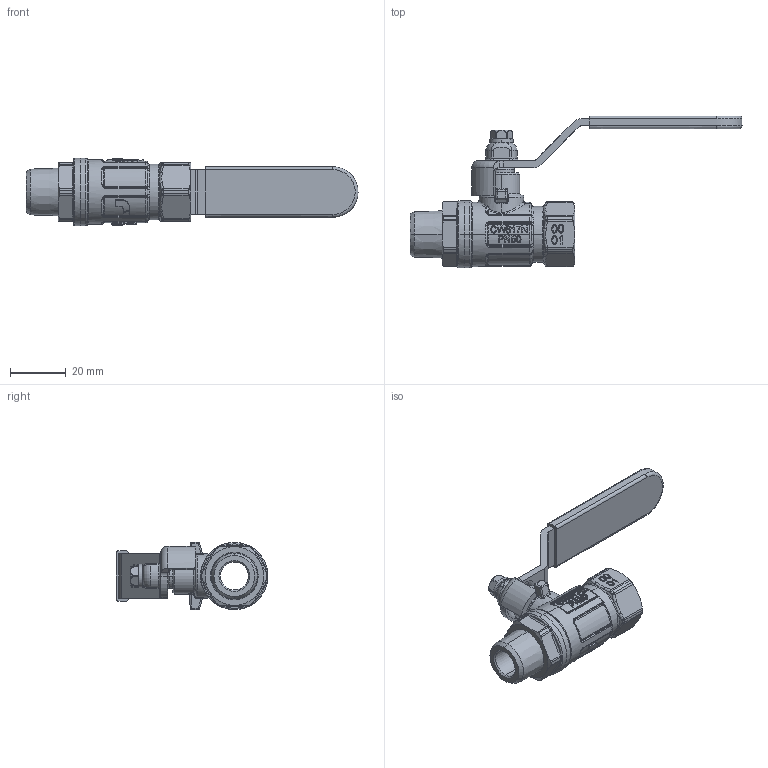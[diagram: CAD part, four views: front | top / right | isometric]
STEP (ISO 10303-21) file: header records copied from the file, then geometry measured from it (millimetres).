
FILE_DESCRIPTION (( 'STEP AP203' ), '1' );
FILE_NAME ('377B038.step', '2019-03-06T14:17:31', ( '' ), ( '' ), 'SwSTEP 2.0', 'SolidWorks 2018', '' );
FILE_SCHEMA (( 'CONFIG_CONTROL_DESIGN' ));
Length unit declared in the file: millimetre
Products named in the file (1): 377B038
Bounding box: 118.69 x 54.3 x 24 mm (x, y, z)
Surface area: 13647.8 mm2 (no closed solid volume)
Topology: 0 solids, 9 shells, 1162 faces, 3459 edges, 2262 vertices
Faces by surface type: plane 426, bspline 380, cylinder 201, torus 105, cone 39, sphere 11
Entity records: 53644 total; most frequent: CARTESIAN_POINT 25870, ORIENTED_EDGE 6159, DIRECTION 4685, EDGE_CURVE 3440, VERTEX_POINT 2262, VECTOR 1631, LINE 1631, AXIS2_PLACEMENT_3D 1527
